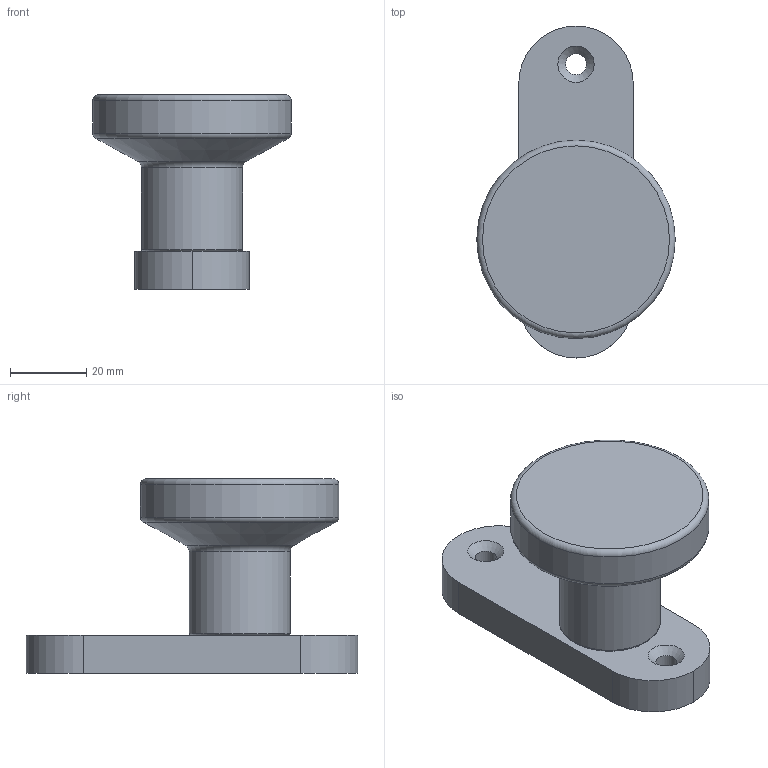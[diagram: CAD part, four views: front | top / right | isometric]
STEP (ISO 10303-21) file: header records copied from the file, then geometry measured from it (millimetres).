
FILE_DESCRIPTION (( 'STEP AP203' ), '1' );
FILE_NAME ('15586.STEP', '2022-05-16T13:33:19', ( '' ), ( '' ), 'SwSTEP 2.0', 'SolidWorks 2018', '' );
FILE_SCHEMA (( 'CONFIG_CONTROL_DESIGN' ));
Length unit declared in the file: millimetre
Products named in the file (3): 15693 Teil1_15842 Teil1; 15586; 15693 Teil2_15693 Teil2
Assembly tree (2 placements, depth 2):
  15586
    15693 Teil1_15842 Teil1
    15693 Teil2_15693 Teil2
Bounding box: 52 x 87 x 51 mm (x, y, z)
Volume: 62237.7 mm3; surface area: 17748.3 mm2
Topology: 2 solids, 2 shells, 262 faces, 693 edges, 460 vertices
Faces by surface type: plane 128, bspline 110, cylinder 13, torus 8, cone 3
Full cylindrical faces by diameter (mm): 5.5 x2, 12.1 x1, 17.8 x1, 20 x1, 25 x1, 26 x1, 26.5 x1, 52 x1
Entity records: 13230 total; most frequent: CARTESIAN_POINT 7252, ORIENTED_EDGE 1336, DIRECTION 799, EDGE_CURVE 668, VERTEX_POINT 455, VECTOR 411, LINE 411, EDGE_LOOP 313
